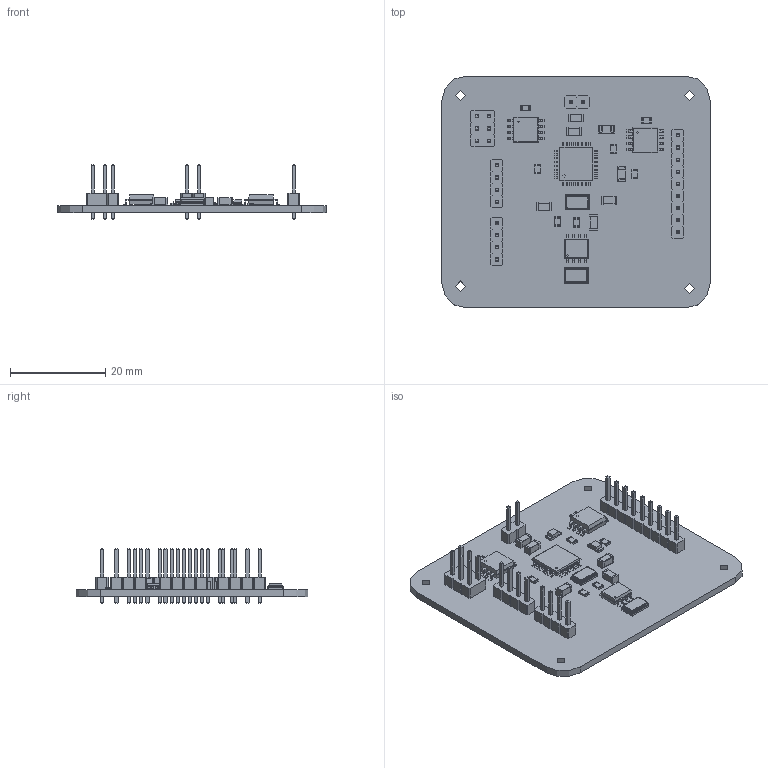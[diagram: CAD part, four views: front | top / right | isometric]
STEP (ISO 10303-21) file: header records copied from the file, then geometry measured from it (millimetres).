
FILE_DESCRIPTION(('KiCad electronic assembly'),'2;1');
FILE_NAME('4_layer_MCU_datalogger.step','2025-12-03T14:37:22',('Pcbnew') ,('Kicad'),'Open CASCADE STEP processor 7.8','KiCad to STEP converter' ,'Unknown');
FILE_SCHEMA(('AUTOMOTIVE_DESIGN { 1 0 10303 214 1 1 1 1 }'));
Length unit declared in the file: millimetre
Products named in the file (35): 4_layer_MCU_datalogger 2; SOIC-8_5.3x5.3mm_P1.27mm; C_1206_3216Metric; Crystal_SMD_5032-2Pin_5.0x3.2mm; LED_1206_3216Metric; R_0805_2012Metric; PinHeader_1x09_P2.54mm_Vertical; PinHeader_1x02_P2.54mm_Vertical; PinHeader_1x04_P2.54mm_Vertical; DS1337S+; Array; Body001 (Mirror #1); Array001; Body001; Body; Body002; Body003; Pad002; XY-plane; X-axis; PinHeader_2x03_P2.54mm_Vertical; ATMEGA328P-AU; Array002; Body002 (Mirror #2); Array003; Body004; MCU Datalogger wirh 512KB EEPROM_PCB
Assembly tree (132 placements, depth 4):
  4_layer_MCU_datalogger 2
    SOIC-8_5.3x5.3mm_P1.27mm  x2
    C_1206_3216Metric  x5
    Crystal_SMD_5032-2Pin_5.0x3.2mm  x2
    LED_1206_3216Metric  x2
    R_0805_2012Metric  x7
    PinHeader_1x09_P2.54mm_Vertical
    PinHeader_1x02_P2.54mm_Vertical
    PinHeader_1x04_P2.54mm_Vertical  x2
    DS1337S+
      Array
        Body001 (Mirror #1)  x4
      Array001
        Body001  x4
      Body
      Body002
      Body003
      Pad002
      XY-plane  x12
      X-axis  x12
    PinHeader_2x03_P2.54mm_Vertical
    ATMEGA328P-AU
      Array
        Body001 (Mirror #1)  x8
      Array001
        Body001  x8
      Array002
        Body002 (Mirror #2)  x8
      Array003
        Body002  x8
      Body
      Body004
      XY-plane  x15
      X-axis  x15
    MCU Datalogger wirh 512KB EEPROM_PCB
Bounding box: 56.32 x 48.7 x 11.54 mm (x, y, z)
Volume: 4831.6 mm3; surface area: 7909.4 mm2
Topology: 70 solids, 70 shells, 2187 faces, 5468 edges, 3456 vertices
Faces by surface type: plane 1666, cylinder 433, torus 72, bspline 16
Full cylindrical faces by diameter (mm): 0.399 x2, 0.636 x2, 1 x25, 2.1 x4
Entity records: 39449 total; most frequent: CARTESIAN_POINT 5611, DIRECTION 5338, ORIENTED_EDGE 5197, EDGE_CURVE 2599, LINE 2202, VECTOR 2202, VERTEX_POINT 1625, AXIS2_PLACEMENT_3D 1568
